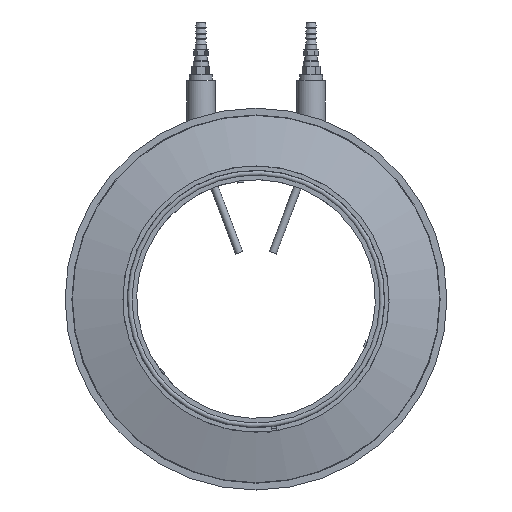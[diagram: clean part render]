
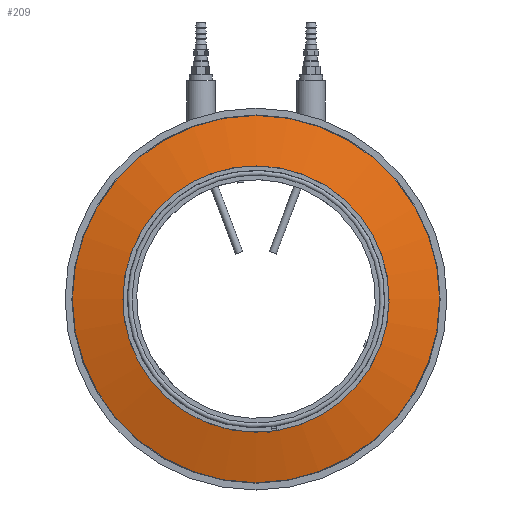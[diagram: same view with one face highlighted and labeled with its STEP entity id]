
A CAD part, top view. The second image highlights one B-rep face of the part: STEP entity #209.
In plain terms, the highlighted conical face has half-angle 75 degrees and reference radius 170.526 mm.
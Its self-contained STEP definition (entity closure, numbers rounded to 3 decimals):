
#209=ADVANCED_FACE('',(#2111,#2113),#2115,.T.);
#2111=FACE_OUTER_BOUND('',#2112,.T.);
#2112=EDGE_LOOP('',(#2763));
#2113=FACE_OUTER_BOUND('',#2114,.T.);
#2114=EDGE_LOOP('',(#2764));
#2115=CONICAL_SURFACE('',#2116,170.526,1.309);
#2116=AXIS2_PLACEMENT_3D('',#2117,#2118,#2119);
#2117=CARTESIAN_POINT('',(0.,0.,155.003));
#2118=DIRECTION('',(0.,0.,-1.));
#2119=DIRECTION('',(0.,1.,0.));
#2763=ORIENTED_EDGE('',*,*,#3120,.F.);
#2764=ORIENTED_EDGE('',*,*,#3121,.T.);
#3120=EDGE_CURVE('',#3737,#3737,#3738,.T.);
#3121=EDGE_CURVE('',#3739,#3739,#3740,.T.);
#3737=VERTEX_POINT('',#6421);
#3738=CIRCLE('',#6422,200.141);
#3739=VERTEX_POINT('',#6426);
#3740=CIRCLE('',#6427,140.912);
#6421=CARTESIAN_POINT('',(0.,200.141,147.068));
#6422=AXIS2_PLACEMENT_3D('',#6423,#6424,#6425);
#6423=CARTESIAN_POINT('',(0.,0.,147.068));
#6424=DIRECTION('',(0.,0.,-1.));
#6425=DIRECTION('',(0.,1.,0.));
#6426=CARTESIAN_POINT('',(0.,140.912,162.938));
#6427=AXIS2_PLACEMENT_3D('',#6428,#6429,#6430);
#6428=CARTESIAN_POINT('',(0.,0.,162.938));
#6429=DIRECTION('',(0.,0.,-1.));
#6430=DIRECTION('',(0.,1.,0.));
